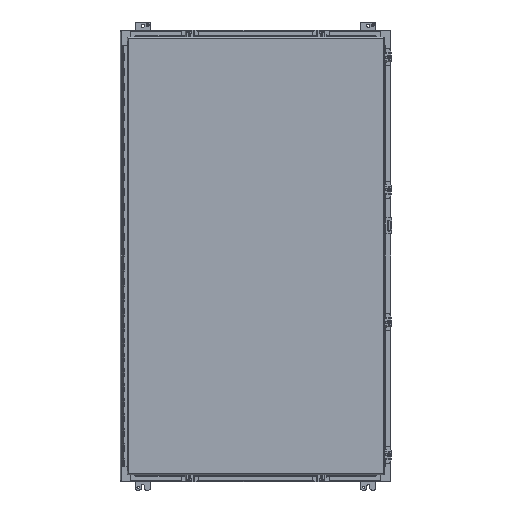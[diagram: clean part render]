
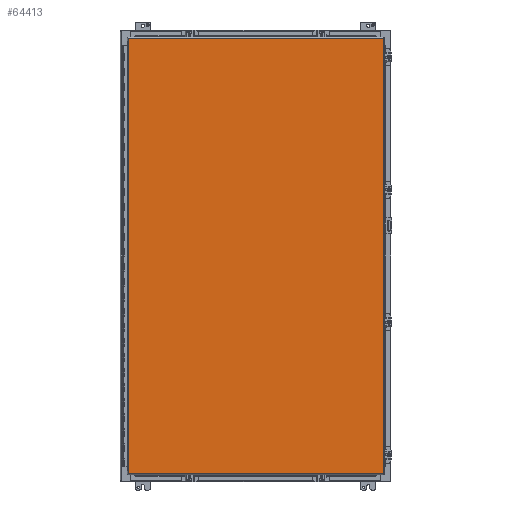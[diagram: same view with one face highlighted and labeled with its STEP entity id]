
A CAD part, front view. The second image highlights one B-rep face of the part: STEP entity #64413.
In plain terms, the highlighted planar face has unit normal (0, -1, 0).
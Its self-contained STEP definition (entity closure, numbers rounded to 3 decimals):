
#273 = CARTESIAN_POINT ( 'NONE',  ( 17.018, -17.215, 28.994 ) ) ;
#2573 = PLANE ( 'NONE',  #3636 ) ;
#3232 = CARTESIAN_POINT ( 'NONE',  ( -16.954, -17.215, 28.994 ) ) ;
#3636 = AXIS2_PLACEMENT_3D ( 'NONE', #32402, #57446, #74951 ) ;
#4113 = CARTESIAN_POINT ( 'NONE',  ( 17.018, -17.215, -28.994 ) ) ;
#6620 = EDGE_CURVE ( 'NONE', #7811, #42463, #9611, .T. ) ;
#7811 = VERTEX_POINT ( 'NONE', #4113 ) ;
#9611 = LINE ( 'NONE', #52161, #51292 ) ;
#13398 = CARTESIAN_POINT ( 'NONE',  ( -16.954, -17.215, 28.994 ) ) ;
#15442 = VECTOR ( 'NONE', #62705, 39.37 ) ;
#17691 = VECTOR ( 'NONE', #71997, 39.37 ) ;
#18710 = CARTESIAN_POINT ( 'NONE',  ( -16.954, -17.215, -28.994 ) ) ;
#22682 = CARTESIAN_POINT ( 'NONE',  ( 17.018, -17.215, 28.994 ) ) ;
#24684 = LINE ( 'NONE', #18710, #17691 ) ;
#25188 = ORIENTED_EDGE ( 'NONE', *, *, #27777, .F. ) ;
#25315 = ORIENTED_EDGE ( 'NONE', *, *, #6620, .F. ) ;
#26437 = ORIENTED_EDGE ( 'NONE', *, *, #75144, .F. ) ;
#27777 = EDGE_CURVE ( 'NONE', #47937, #40935, #38830, .T. ) ;
#32235 = CARTESIAN_POINT ( 'NONE',  ( -16.954, -17.215, -28.995 ) ) ;
#32402 = CARTESIAN_POINT ( 'NONE',  ( -16.954, -17.215, -28.994 ) ) ;
#38830 = LINE ( 'NONE', #13398, #15442 ) ;
#40935 = VERTEX_POINT ( 'NONE', #22682 ) ;
#42463 = VERTEX_POINT ( 'NONE', #32235 ) ;
#45049 = DIRECTION ( 'NONE',  ( -1., 0., 0. ) ) ;
#47937 = VERTEX_POINT ( 'NONE', #3232 ) ;
#49571 = DIRECTION ( 'NONE',  ( 0., 0., -1. ) ) ;
#51292 = VECTOR ( 'NONE', #45049, 39.37 ) ;
#52161 = CARTESIAN_POINT ( 'NONE',  ( 17.018, -17.215, -28.994 ) ) ;
#55453 = EDGE_LOOP ( 'NONE', ( #26437, #25188, #61359, #25315 ) ) ;
#57446 = DIRECTION ( 'NONE',  ( 0., -1., 0. ) ) ;
#61359 = ORIENTED_EDGE ( 'NONE', *, *, #65116, .F. ) ;
#62705 = DIRECTION ( 'NONE',  ( 1., 0., 0. ) ) ;
#64413 = ADVANCED_FACE ( 'NONE', ( #75735 ), #2573, .T. ) ;
#65116 = EDGE_CURVE ( 'NONE', #42463, #47937, #24684, .T. ) ;
#66653 = LINE ( 'NONE', #273, #74873 ) ;
#71997 = DIRECTION ( 'NONE',  ( 0., 0., 1. ) ) ;
#74873 = VECTOR ( 'NONE', #49571, 39.37 ) ;
#74951 = DIRECTION ( 'NONE',  ( 0., 0., -1. ) ) ;
#75144 = EDGE_CURVE ( 'NONE', #40935, #7811, #66653, .T. ) ;
#75735 = FACE_OUTER_BOUND ( 'NONE', #55453, .T. ) ;
